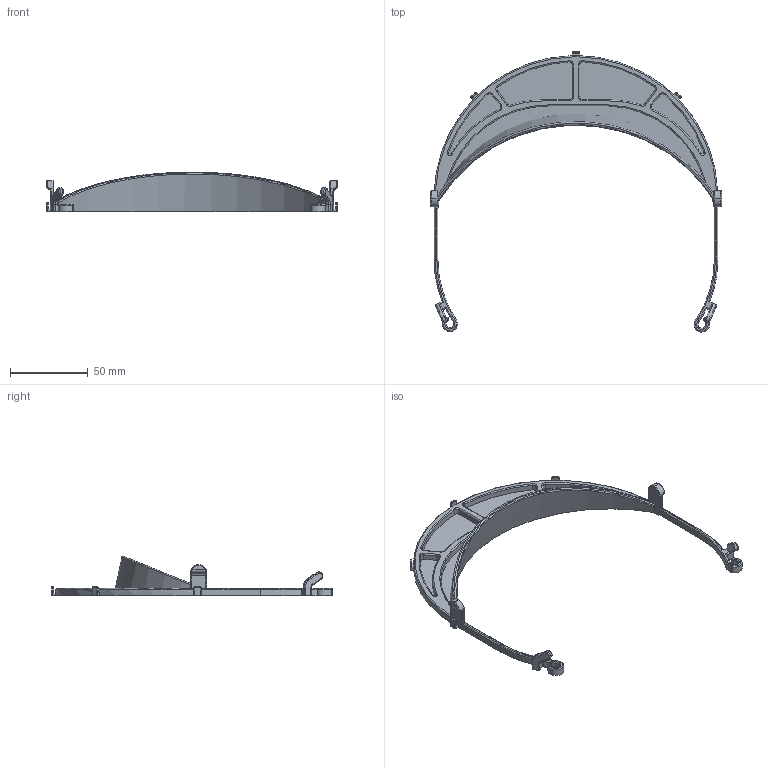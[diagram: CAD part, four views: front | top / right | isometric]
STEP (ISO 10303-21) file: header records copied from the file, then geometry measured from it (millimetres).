
FILE_DESCRIPTION(/* description */ (''),/* implementation_level */ '2;1');
FILE_NAME(/* name */ 'Covid-9 Face Shield.stp',/* time_stamp */ '2020-04-23T12:06:56-07:00',/* author */ ('Windows10 VPC'),/* organization */ (''),/* preprocessor_version */ 'ST-DEVELOPER v18',/* originating_system */ 'Autodesk Inventor 2020',/* authorisation */ '');
FILE_SCHEMA (('AUTOMOTIVE_DESIGN { 1 0 10303 214 3 1 1 }'));
Length unit declared in the file: millimetre
Products named in the file (3): Face Shield R5 Assembly; Face Shield R5 A; Face Shield R5 B
Assembly tree (2 placements, depth 2):
  Face Shield R5 Assembly
    Face Shield R5 A
    Face Shield R5 B
Bounding box: 187.22 x 180.16 x 25.58 mm (x, y, z)
Volume: 28831.1 mm3; surface area: 30790.4 mm2
Topology: 2 solids, 2 shells, 321 faces, 892 edges, 678 vertices
Faces by surface type: cylinder 140, plane 82, torus 79, bspline 16, sphere 4
Entity records: 11732 total; most frequent: CARTESIAN_POINT 3611, DIRECTION 1829, ORIENTED_EDGE 1586, EDGE_CURVE 793, AXIS2_PLACEMENT_3D 744, VERTEX_POINT 480, CIRCLE 422, LINE 341
